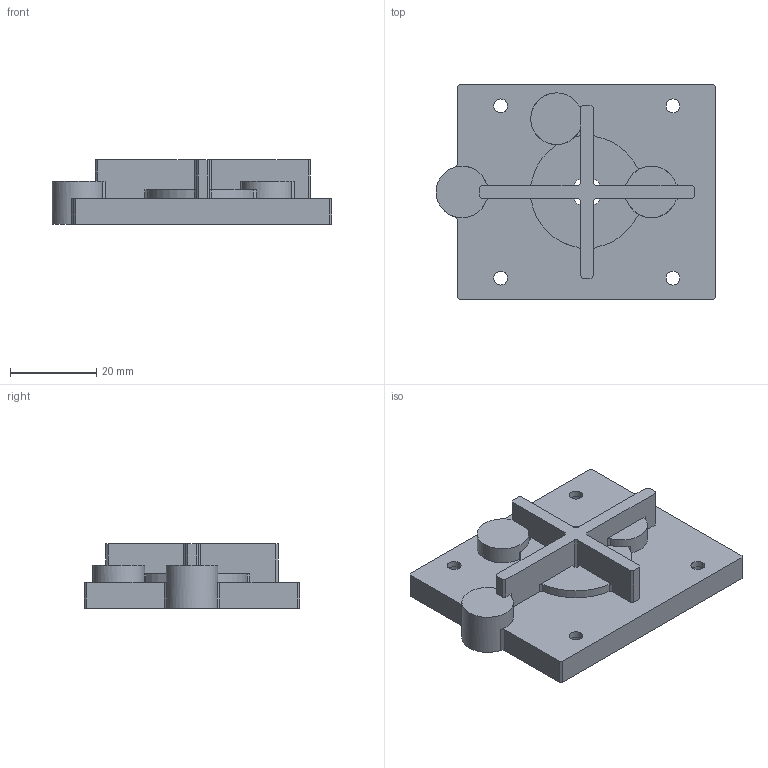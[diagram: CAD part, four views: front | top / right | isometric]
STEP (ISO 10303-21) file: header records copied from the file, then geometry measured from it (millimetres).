
FILE_DESCRIPTION(('Open CASCADE Model'),'2;1');
FILE_NAME('Open CASCADE Shape Model','2025-11-26T00:32:39',('Author'),( 'Open CASCADE'),'Open CASCADE STEP processor 7.8','Open CASCADE 7.8' ,'Unknown');
FILE_SCHEMA(('AUTOMOTIVE_DESIGN { 1 0 10303 214 1 1 1 1 }'));
Length unit declared in the file: millimetre
Products named in the file (1): Open CASCADE STEP translator 7.8 1
Bounding box: 65 x 50 x 15 mm (x, y, z)
Surface area: 9682.5 mm2 (no closed solid volume)
Topology: 0 solids, 1 shells, 106 faces, 331 edges, 230 vertices
Faces by surface type: plane 77, cylinder 25, bspline 4
Full cylindrical faces by diameter (mm): 2.7 x4, 3.2 x4, 5.5 x4
Entity records: 8108 total; most frequent: CARTESIAN_POINT 1687, DIRECTION 1138, LINE 771, VECTOR 771, ORIENTED_EDGE 659, PCURVE 659, DEFINITIONAL_REPRESENTATION 659, EDGE_CURVE 330
